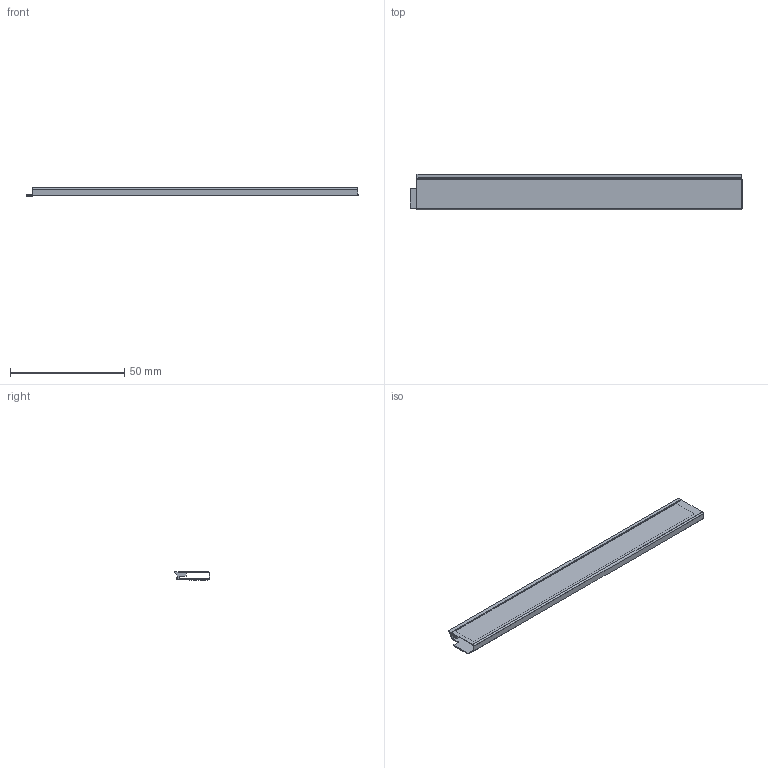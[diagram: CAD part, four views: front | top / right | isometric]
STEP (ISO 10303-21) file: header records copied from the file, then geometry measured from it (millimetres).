
FILE_DESCRIPTION (( 'STEP AP214' ), '1' );
FILE_NAME ('NNAMC1371Px01-xxxxxx.STEP', '2017-02-20T09:45:40', ( '' ), ( '' ), 'SwSTEP 2.0', 'SolidWorks 2016', '' );
FILE_SCHEMA (( 'AUTOMOTIVE_DESIGN' ));
Length unit declared in the file: millimetre
Products named in the file (7): 17_4818_20v; 16_4800_20v; 16_4802_20v  90 degree; 16_4801_20v; 17_4832; 16_4296_20v; NNAMC1371Px01-xxxxxx
Assembly tree (13 placements, depth 3):
  NNAMC1371Px01-xxxxxx
    16_4296_20v
    16_4802_20v  90 degree
      16_4800_20v
      16_4801_20v
      17_4818_20v
    17_4832  x8
Bounding box: 145.3 x 15.45 x 3.51 mm (x, y, z)
Volume: 2580.3 mm3; surface area: 13840.7 mm2
Topology: 12 solids, 12 shells, 113 faces, 249 edges, 162 vertices
Faces by surface type: plane 97, cylinder 16
Entity records: 2337 total; most frequent: CARTESIAN_POINT 389, DIRECTION 355, ORIENTED_EDGE 330, EDGE_CURVE 165, LINE 131, VECTOR 131, AXIS2_PLACEMENT_3D 112, VERTEX_POINT 106
